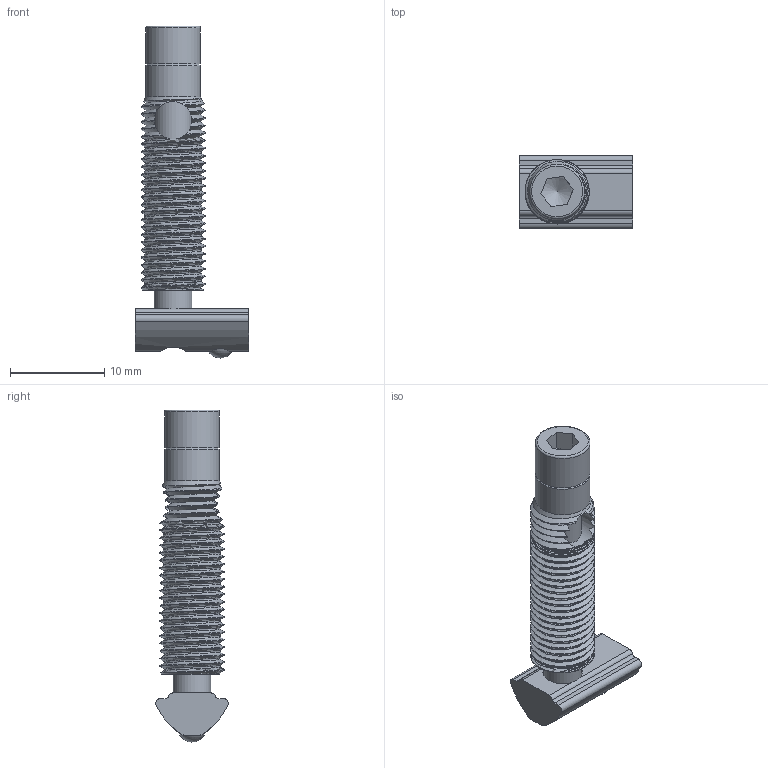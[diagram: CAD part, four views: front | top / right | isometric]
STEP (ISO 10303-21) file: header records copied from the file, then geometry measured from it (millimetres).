
FILE_DESCRIPTION(/* description */ ('KriTec Automatik-Verbindungssatz 5, verzinkt'),/* implementation_level */ '2;1');
FILE_NAME(/* name */ '11420_KriTec_Automatikverbinder_5.stp',/* time_stamp */ '2019-10-31T11:02:11+01:00',/* author */ ('jendrek'),/* organization */ (''),/* preprocessor_version */ 'ST-DEVELOPER v17',/* originating_system */ 'Autodesk Inventor 2018',/* authorisation */ '');
FILE_SCHEMA (('AUTOMOTIVE_DESIGN { 1 0 10303 214 3 1 1 }'));
Length unit declared in the file: millimetre
Products named in the file (4): 11420; 11420a; DIN 912 - M4 x 30; 11012
Assembly tree (3 placements, depth 2):
  11420
    11420a
    DIN 912 - M4 x 30
    11012
Bounding box: 12 x 7.7 x 35.2 mm (x, y, z)
Volume: 1114.1 mm3; surface area: 1848.1 mm2
Topology: 3 solids, 3 shells, 128 faces, 374 edges, 246 vertices
Faces by surface type: cylinder 53, plane 42, bspline 23, cone 7, torus 2, sphere 1
Full cylindrical faces by diameter (mm): 3.242 x1, 4 x4, 5.8 x2, 6.8 x19
Entity records: 9652 total; most frequent: CARTESIAN_POINT 6412, ORIENTED_EDGE 746, DIRECTION 508, EDGE_CURVE 373, VERTEX_POINT 247, AXIS2_PLACEMENT_3D 192, B_SPLINE_CURVE_WITH_KNOTS 163, EDGE_LOOP 132
